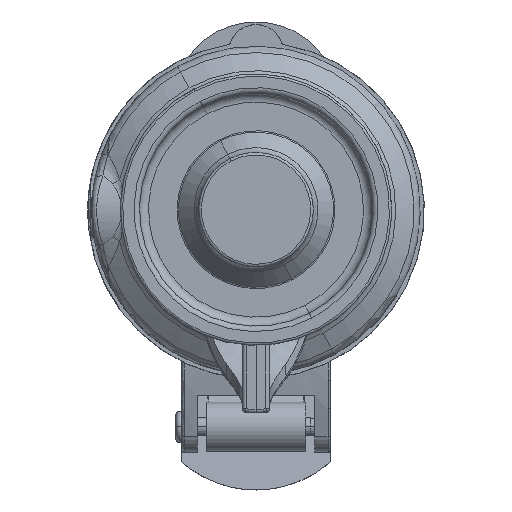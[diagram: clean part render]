
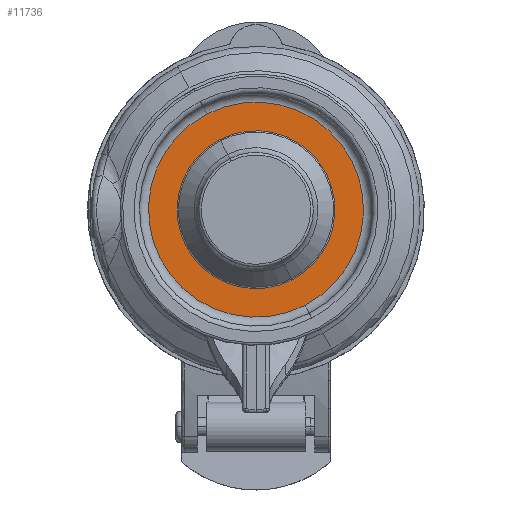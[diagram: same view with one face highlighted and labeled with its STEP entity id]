
A CAD part, top view. The second image highlights one B-rep face of the part: STEP entity #11736.
In plain terms, the highlighted planar face has unit normal (0, 0, 1).
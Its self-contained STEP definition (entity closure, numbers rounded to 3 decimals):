
#2215=CARTESIAN_POINT('',(0.,0.,118.767));
#2216=DIRECTION('',(0.,0.,1.));
#2217=DIRECTION('',(0.457,-0.889,0.));
#2218=AXIS2_PLACEMENT_3D('',#2215,#2216,#2217);
#2230=CARTESIAN_POINT('',(0.,0.,118.767));
#2231=DIRECTION('',(0.,0.,1.));
#2232=DIRECTION('',(-0.457,0.889,0.));
#2233=AXIS2_PLACEMENT_3D('',#2230,#2231,#2232);
#2235=CARTESIAN_POINT('',(0.,0.,118.767));
#2236=DIRECTION('',(0.,0.,-1.));
#2237=DIRECTION('',(0.457,-0.889,0.));
#2238=AXIS2_PLACEMENT_3D('',#2235,#2236,#2237);
#2332=CARTESIAN_POINT('',(0.,0.,118.767));
#2333=DIRECTION('',(0.,0.,-1.));
#2334=DIRECTION('',(-0.457,0.889,0.));
#2335=AXIS2_PLACEMENT_3D('',#2332,#2333,#2334);
#6475=CARTESIAN_POINT('',(8.015,-15.601,118.767));
#6477=VERTEX_POINT('',#6475);
#6479=CARTESIAN_POINT('',(-8.015,15.601,118.767));
#6481=VERTEX_POINT('',#6479);
#6495=CARTESIAN_POINT('',(-10.917,21.251,118.767));
#6496=CARTESIAN_POINT('',(10.917,-21.251,118.767));
#6497=VERTEX_POINT('',#6495);
#6498=VERTEX_POINT('',#6496);
#11720=CARTESIAN_POINT('',(0.441,17.352,
118.767));
#11721=DIRECTION('',(0.,0.,1.));
#11722=DIRECTION('',(-0.025,-1.,0.));
#11723=AXIS2_PLACEMENT_3D('',#11720,#11721,#11722);
#11724=PLANE('',#11723);
#11725=ORIENTED_EDGE('',*,*,#11710,.F.);
#11727=ORIENTED_EDGE('',*,*,#11726,.F.);
#11728=EDGE_LOOP('',(#11725,#11727));
#11729=FACE_OUTER_BOUND('',#11728,.F.);
#11731=ORIENTED_EDGE('',*,*,#11730,.F.);
#11733=ORIENTED_EDGE('',*,*,#11732,.F.);
#11734=EDGE_LOOP('',(#11731,#11733));
#11735=FACE_BOUND('',#11734,.F.);
#11736=ADVANCED_FACE('',(#11729,#11735),#11724,.T.);
#2219=CIRCLE('',#2218,23.891);
#2234=CIRCLE('',#2233,23.891);
#2239=CIRCLE('',#2238,17.54);
#2336=CIRCLE('',#2335,17.54);
#11710=EDGE_CURVE('',#6498,#6497,#2219,.T.);
#11726=EDGE_CURVE('',#6497,#6498,#2234,.T.);
#11730=EDGE_CURVE('',#6477,#6481,#2239,.T.);
#11732=EDGE_CURVE('',#6481,#6477,#2336,.T.);
